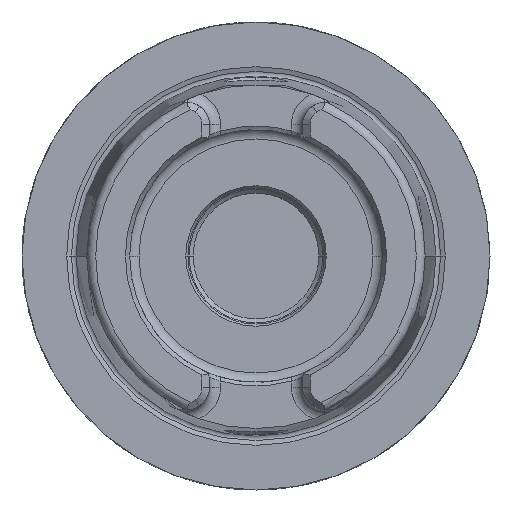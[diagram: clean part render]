
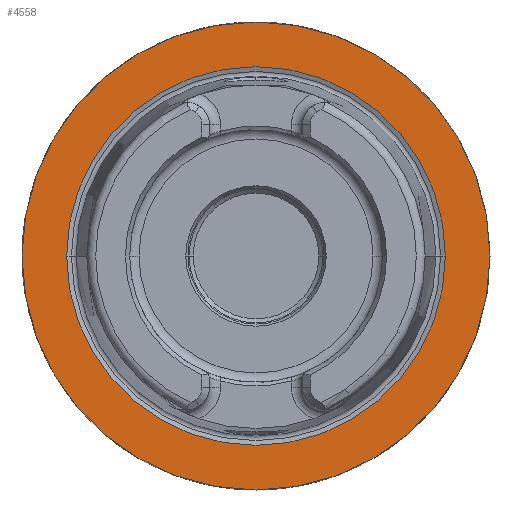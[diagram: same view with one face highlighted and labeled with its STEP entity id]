
A CAD part, left-side view. The second image highlights one B-rep face of the part: STEP entity #4558.
In plain terms, the highlighted planar face has unit normal (-1, 0, 0).
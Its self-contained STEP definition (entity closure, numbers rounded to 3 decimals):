
#1068=CARTESIAN_POINT('',(0.,0.,0.));
#1069=DIRECTION('',(1.,0.,0.));
#1070=DIRECTION('',(0.,1.,0.));
#1071=AXIS2_PLACEMENT_3D('',#1068,#1069,#1070);
#1073=CARTESIAN_POINT('',(0.,0.,0.));
#1074=DIRECTION('',(-1.,0.,0.));
#1075=DIRECTION('',(0.,1.,0.));
#1076=AXIS2_PLACEMENT_3D('',#1073,#1074,#1075);
#1078=CARTESIAN_POINT('',(0.,0.,0.));
#1079=DIRECTION('',(-1.,0.,0.));
#1080=DIRECTION('',(0.,-1.,0.));
#1081=AXIS2_PLACEMENT_3D('',#1078,#1079,#1080);
#1083=CARTESIAN_POINT('',(0.,0.,0.));
#1084=DIRECTION('',(-1.,0.,0.));
#1085=DIRECTION('',(0.,1.,0.));
#1086=AXIS2_PLACEMENT_3D('',#1083,#1084,#1085);
#2807=CARTESIAN_POINT('',(0.,31.5,0.));
#2808=CARTESIAN_POINT('',(0.,-31.5,0.));
#2809=VERTEX_POINT('',#2807);
#2810=VERTEX_POINT('',#2808);
#2835=CARTESIAN_POINT('',(0.,-25.49,0.));
#2836=VERTEX_POINT('',#2835);
#2837=CARTESIAN_POINT('',(0.,25.49,0.));
#2838=VERTEX_POINT('',#2837);
#4543=CARTESIAN_POINT('',(0.,0.,0.));
#4544=DIRECTION('',(1.,0.,0.));
#4545=DIRECTION('',(0.,-1.,0.));
#4546=AXIS2_PLACEMENT_3D('',#4543,#4544,#4545);
#4547=PLANE('',#4546);
#4549=ORIENTED_EDGE('',*,*,#4548,.T.);
#4551=ORIENTED_EDGE('',*,*,#4550,.F.);
#4552=EDGE_LOOP('',(#4549,#4551));
#4553=FACE_OUTER_BOUND('',#4552,.F.);
#4554=ORIENTED_EDGE('',*,*,#4538,.T.);
#4555=ORIENTED_EDGE('',*,*,#4522,.T.);
#4556=EDGE_LOOP('',(#4554,#4555));
#4557=FACE_BOUND('',#4556,.F.);
#4558=ADVANCED_FACE('',(#4553,#4557),#4547,.F.);
#1072=CIRCLE('',#1071,31.5);
#1077=CIRCLE('',#1076,31.5);
#1082=CIRCLE('',#1081,25.49);
#1087=CIRCLE('',#1086,25.49);
#4522=EDGE_CURVE('',#2838,#2836,#1087,.T.);
#4538=EDGE_CURVE('',#2836,#2838,#1082,.T.);
#4548=EDGE_CURVE('',#2809,#2810,#1072,.T.);
#4550=EDGE_CURVE('',#2809,#2810,#1077,.T.);
